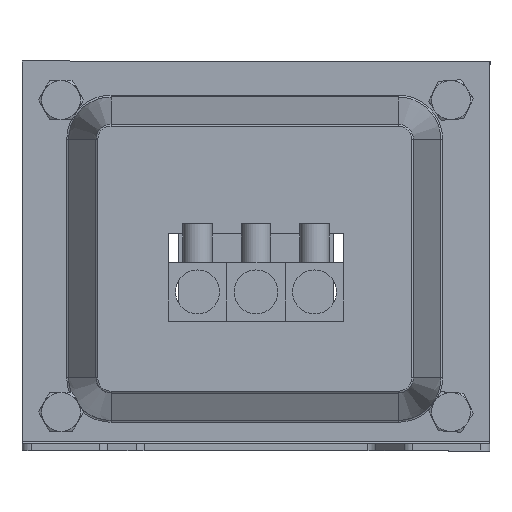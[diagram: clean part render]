
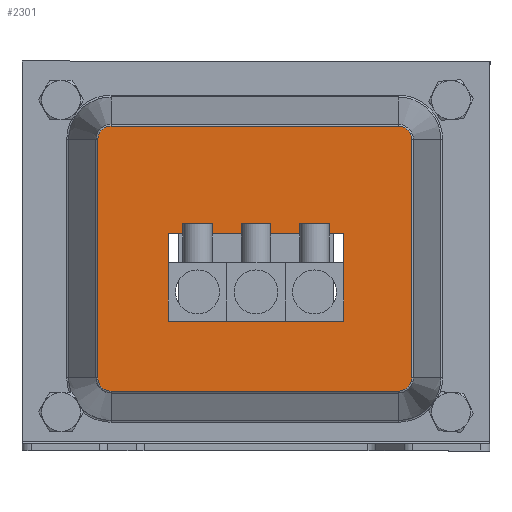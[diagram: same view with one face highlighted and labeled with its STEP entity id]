
A CAD part, front view. The second image highlights one B-rep face of the part: STEP entity #2301.
In plain terms, the highlighted face is planar.
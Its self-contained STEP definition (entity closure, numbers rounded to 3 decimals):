
#192=FACE_BOUND('',#562,.T.);
#284=PLANE('',#2663);
#427=FACE_OUTER_BOUND('',#561,.T.);
#561=EDGE_LOOP('',(#1960,#1961,#1962,#1963,#1964,#1965,#1966,#1967));
#562=EDGE_LOOP('',(#1968,#1969,#1970,#1971));
#699=LINE('',#3756,#880);
#703=LINE('',#3764,#884);
#706=LINE('',#3770,#887);
#709=LINE('',#3775,#890);
#731=LINE('',#3855,#912);
#733=LINE('',#3875,#914);
#736=LINE('',#3882,#917);
#738=LINE('',#3897,#919);
#880=VECTOR('',#3015,10.);
#884=VECTOR('',#3021,10.);
#887=VECTOR('',#3026,10.);
#890=VECTOR('',#3031,10.);
#912=VECTOR('',#3115,10.);
#914=VECTOR('',#3139,10.);
#917=VECTOR('',#3146,10.);
#919=VECTOR('',#3166,10.);
#1052=CIRCLE('',#2638,2.728);
#1056=CIRCLE('',#2643,2.728);
#1060=CIRCLE('',#2650,2.728);
#1064=CIRCLE('',#2655,2.728);
#1174=VERTEX_POINT('',#3754);
#1175=VERTEX_POINT('',#3755);
#1178=VERTEX_POINT('',#3763);
#1180=VERTEX_POINT('',#3769);
#1207=VERTEX_POINT('',#3852);
#1208=VERTEX_POINT('',#3854);
#1211=VERTEX_POINT('',#3861);
#1212=VERTEX_POINT('',#3866);
#1215=VERTEX_POINT('',#3873);
#1216=VERTEX_POINT('',#3878);
#1219=VERTEX_POINT('',#3885);
#1220=VERTEX_POINT('',#3890);
#1412=EDGE_CURVE('',#1174,#1175,#699,.T.);
#1416=EDGE_CURVE('',#1178,#1174,#703,.T.);
#1419=EDGE_CURVE('',#1180,#1178,#706,.T.);
#1422=EDGE_CURVE('',#1175,#1180,#709,.T.);
#1461=EDGE_CURVE('',#1207,#1208,#731,.T.);
#1465=EDGE_CURVE('',#1211,#1207,#1052,.T.);
#1469=EDGE_CURVE('',#1208,#1212,#1056,.T.);
#1471=EDGE_CURVE('',#1215,#1211,#733,.T.);
#1475=EDGE_CURVE('',#1212,#1216,#736,.T.);
#1477=EDGE_CURVE('',#1219,#1215,#1060,.T.);
#1481=EDGE_CURVE('',#1216,#1220,#1064,.T.);
#1483=EDGE_CURVE('',#1220,#1219,#738,.T.);
#1960=ORIENTED_EDGE('',*,*,#1461,.F.);
#1961=ORIENTED_EDGE('',*,*,#1465,.F.);
#1962=ORIENTED_EDGE('',*,*,#1471,.F.);
#1963=ORIENTED_EDGE('',*,*,#1477,.F.);
#1964=ORIENTED_EDGE('',*,*,#1483,.F.);
#1965=ORIENTED_EDGE('',*,*,#1481,.F.);
#1966=ORIENTED_EDGE('',*,*,#1475,.F.);
#1967=ORIENTED_EDGE('',*,*,#1469,.F.);
#1968=ORIENTED_EDGE('',*,*,#1412,.T.);
#1969=ORIENTED_EDGE('',*,*,#1422,.T.);
#1970=ORIENTED_EDGE('',*,*,#1419,.T.);
#1971=ORIENTED_EDGE('',*,*,#1416,.T.);
#2301=ADVANCED_FACE('',(#427,#192),#284,.T.);
#2638=AXIS2_PLACEMENT_3D('',#3863,#3123,#3124);
#2643=AXIS2_PLACEMENT_3D('',#3870,#3133,#3134);
#2650=AXIS2_PLACEMENT_3D('',#3887,#3151,#3152);
#2655=AXIS2_PLACEMENT_3D('',#3894,#3161,#3162);
#2663=AXIS2_PLACEMENT_3D('',#3916,#3186,#3187);
#3015=DIRECTION('',(0.,0.,-1.));
#3021=DIRECTION('',(-1.,0.,0.));
#3026=DIRECTION('',(0.,0.,1.));
#3031=DIRECTION('',(1.,0.,0.));
#3115=DIRECTION('',(1.,0.,0.));
#3123=DIRECTION('center_axis',(0.,-1.,0.));
#3124=DIRECTION('ref_axis',(-0.707,0.,-0.707));
#3133=DIRECTION('center_axis',(0.,-1.,0.));
#3134=DIRECTION('ref_axis',(0.707,0.,-0.707));
#3139=DIRECTION('',(0.,0.,-1.));
#3146=DIRECTION('',(0.,0.,1.));
#3151=DIRECTION('center_axis',(0.,-1.,0.));
#3152=DIRECTION('ref_axis',(-0.707,0.,0.707));
#3161=DIRECTION('center_axis',(0.,-1.,0.));
#3162=DIRECTION('ref_axis',(0.707,0.,0.707));
#3166=DIRECTION('',(-1.,0.,0.));
#3186=DIRECTION('center_axis',(0.,1.,0.));
#3187=DIRECTION('ref_axis',(0.,0.,1.));
#3754=CARTESIAN_POINT('',(-44.631,34.,66.));
#3755=CARTESIAN_POINT('',(-44.631,34.,30.));
#3756=CARTESIAN_POINT('',(-44.631,34.,57.136));
#3763=CARTESIAN_POINT('',(-26.631,34.,66.));
#3764=CARTESIAN_POINT('',(-33.041,34.,66.));
#3769=CARTESIAN_POINT('',(-26.631,34.,30.));
#3770=CARTESIAN_POINT('',(-26.631,34.,39.136));
#3775=CARTESIAN_POINT('',(-42.041,34.,30.));
#3852=CARTESIAN_POINT('',(-63.903,34.,16.091));
#3854=CARTESIAN_POINT('',(-14.999,34.,16.091));
#3855=CARTESIAN_POINT('',(-27.225,34.,16.091));
#3861=CARTESIAN_POINT('',(-66.631,34.,18.819));
#3863=CARTESIAN_POINT('Origin',(-63.903,34.,18.819));
#3866=CARTESIAN_POINT('',(-12.27,34.,18.819));
#3870=CARTESIAN_POINT('Origin',(-14.999,34.,18.819));
#3873=CARTESIAN_POINT('',(-66.631,34.,77.723));
#3875=CARTESIAN_POINT('',(-66.631,34.,33.545));
#3878=CARTESIAN_POINT('',(-12.27,34.,77.723));
#3882=CARTESIAN_POINT('',(-12.27,34.,62.997));
#3885=CARTESIAN_POINT('',(-63.903,34.,80.452));
#3887=CARTESIAN_POINT('Origin',(-63.903,34.,77.723));
#3890=CARTESIAN_POINT('',(-14.999,34.,80.452));
#3894=CARTESIAN_POINT('Origin',(-14.999,34.,77.723));
#3897=CARTESIAN_POINT('',(-51.677,34.,80.452));
#3916=CARTESIAN_POINT('Origin',(-39.451,34.,48.271));
